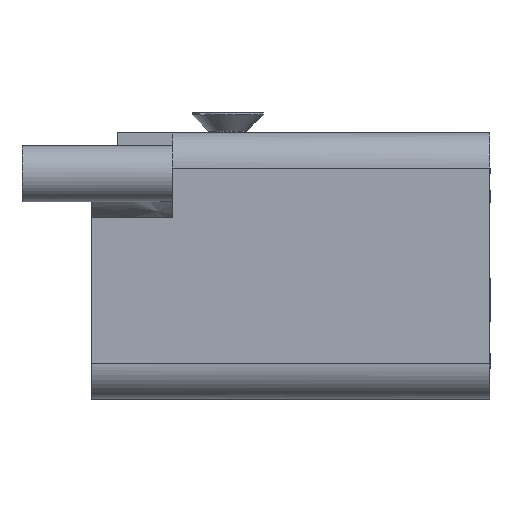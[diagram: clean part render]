
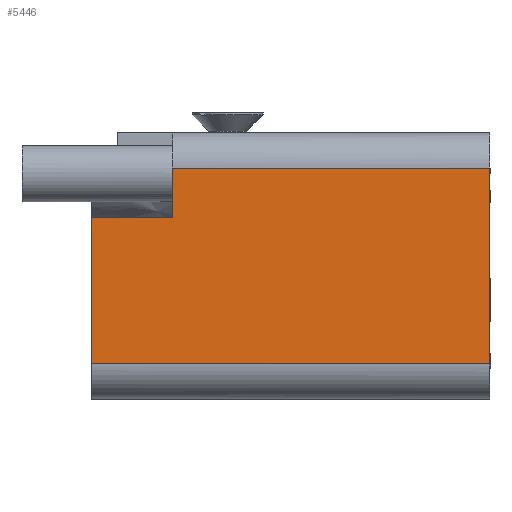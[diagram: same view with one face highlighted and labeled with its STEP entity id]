
A CAD part, left-side view. The second image highlights one B-rep face of the part: STEP entity #5446.
In plain terms, the highlighted free-form (B-spline) face has degree [1, 1] with [2, 2] control points.
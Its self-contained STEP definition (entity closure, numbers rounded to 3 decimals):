
#5321=CARTESIAN_POINT('V88',(-10.5,-0.3,
   3.8));
#5322=VERTEX_POINT('V88',#5321);
#5323=CARTESIAN_POINT('V85',(-10.5,6.05,
   3.8));
#5324=VERTEX_POINT('V85',#5323);
#5325=CARTESIAN_POINT('E123',(-10.5,-0.3,
   3.8));
#5326=CARTESIAN_POINT('E123',(-10.5,6.05,
   3.8));
#5327=QUASI_UNIFORM_CURVE('E123',1,(#5325,#5326),.POLYLINE_FORM.,.F.,
   .U.);
#5328=EDGE_CURVE('E123',#5322,#5324,#5327,.T.);
#5366=CARTESIAN_POINT('V124',(-10.5,
   -25.3,7.7));
#5367=VERTEX_POINT('V124',#5366);
#5390=CARTESIAN_POINT('V92',(-10.5,-0.3,
   7.7));
#5391=VERTEX_POINT('V92',#5390);
#5405=CARTESIAN_POINT('E181',(-10.5,
   -25.3,7.7));
#5406=CARTESIAN_POINT('E181',(-10.5,-0.3,
   7.7));
#5407=B_SPLINE_CURVE_WITH_KNOTS('E181',1,(#5405,#5406),
   .POLYLINE_FORM.,.F.,.U.,(2,2),(0.245,
   0.847),.UNSPECIFIED.);
#5408=EDGE_CURVE('E181',#5367,#5391,#5407,.T.);
#5413=CARTESIAN_POINT('F68',(-10.5,6.05,
   7.7));
#5414=CARTESIAN_POINT('F68',(-10.5,6.05,
   -7.7));
#5415=CARTESIAN_POINT('F68',(-10.5,-35.45,
   7.7));
#5416=CARTESIAN_POINT('F68',(-10.5,-35.45,
   -7.7));
#5417=B_SPLINE_SURFACE_WITH_KNOTS('F68',1,1,((#5413,#5415),(#5414,
   #5416)),.PLANE_SURF.,.F.,.F.,.U.,(2,2),(2,2),(0.0,1.0),(0.0,
   2.695),.UNSPECIFIED.);
#5418=CARTESIAN_POINT('V117',(-10.5,
   -25.3,-7.7));
#5419=VERTEX_POINT('V117',#5418);
#5420=CARTESIAN_POINT('E180',(-10.5,
   -25.3,-7.7));
#5421=CARTESIAN_POINT('E180',(-10.5,
   -25.3,7.7));
#5422=QUASI_UNIFORM_CURVE('E180',1,(#5420,#5421),.POLYLINE_FORM.,.F.,
   .U.);
#5423=EDGE_CURVE('E180',#5419,#5367,#5422,.T.);
#5424=ORIENTED_EDGE('E180',*,*,#5423,.T.);
#5425=ORIENTED_EDGE('F70',*,*,#5408,.T.);
#5426=CARTESIAN_POINT('E129',(-10.5,-0.3,
   7.7));
#5427=CARTESIAN_POINT('E129',(-10.5,-0.3,
   3.8));
#5428=QUASI_UNIFORM_CURVE('E129',1,(#5426,#5427),.POLYLINE_FORM.,.F.,
   .U.);
#5429=EDGE_CURVE('E129',#5391,#5322,#5428,.T.);
#5430=ORIENTED_EDGE('E129',*,*,#5429,.T.);
#5431=ORIENTED_EDGE('E123',*,*,#5328,.T.);
#5432=CARTESIAN_POINT('V101',(-10.5,6.05,
   -7.7));
#5433=VERTEX_POINT('V101',#5432);
#5434=CARTESIAN_POINT('E139',(-10.5,6.05,
   -7.7));
#5435=CARTESIAN_POINT('E139',(-10.5,6.05,
   3.8));
#5436=B_SPLINE_CURVE_WITH_KNOTS('E139',1,(#5434,#5435),
   .POLYLINE_FORM.,.F.,.U.,(2,2),(0.0,0.747),
   .UNSPECIFIED.);
#5437=EDGE_CURVE('E139',#5433,#5324,#5436,.T.);
#5438=ORIENTED_EDGE('E139',*,*,#5437,.F.);
#5439=CARTESIAN_POINT('E166',(-10.5,6.05,
   -7.7));
#5440=CARTESIAN_POINT('E166',(-10.5,
   -25.3,-7.7));
#5441=B_SPLINE_CURVE_WITH_KNOTS('E166',1,(#5439,#5440),
   .POLYLINE_FORM.,.F.,.U.,(2,2),(0.0,0.755),
   .UNSPECIFIED.);
#5442=EDGE_CURVE('E166',#5433,#5419,#5441,.T.);
#5443=ORIENTED_EDGE('E166',*,*,#5442,.T.);
#5444=EDGE_LOOP('F68',(#5424,#5425,#5430,#5431,#5438,#5443));
#5445=FACE_OUTER_BOUND('F68',#5444,.T.);
#5446=ADVANCED_FACE('F68',(#5445),#5417,.T.);
